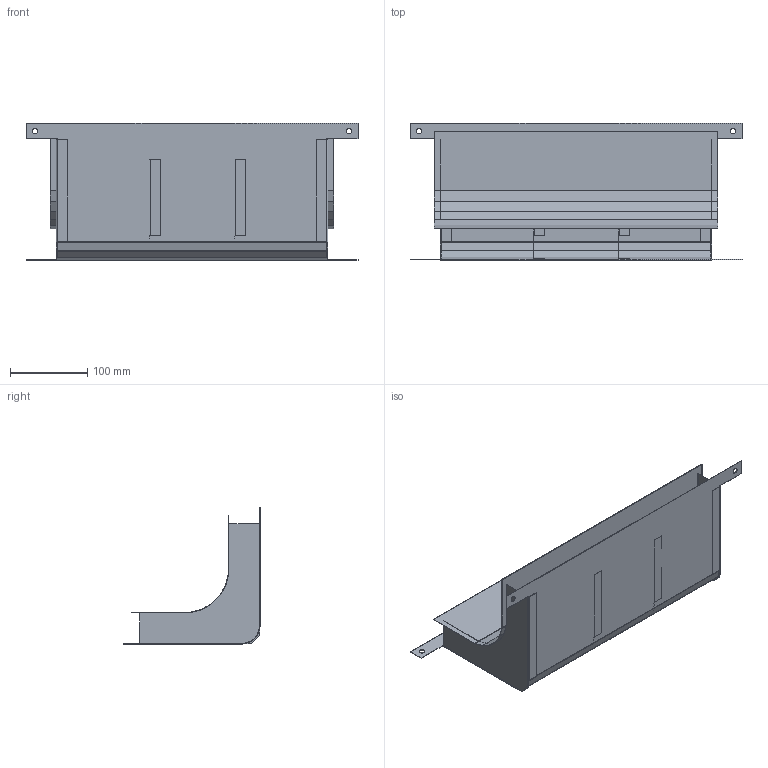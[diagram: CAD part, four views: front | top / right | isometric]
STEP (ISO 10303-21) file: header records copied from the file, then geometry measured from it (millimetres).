
FILE_DESCRIPTION (( 'STEP AP214' ), '1' );
FILE_NAME ('7400662.stp', '2024-08-14T13:16:59', ( '' ), ( '' ), 'SwSTEP 2.0', 'SolidWorks 2022', '' );
FILE_SCHEMA (( 'AUTOMOTIVE_DESIGN' ));
Length unit declared in the file: millimetre
Products named in the file (6): 7400662; 156974_350_gebogen; 156976_38; 169051_S3 350 38; 156977_350; 156975_38
Assembly tree (7 placements, depth 3):
  7400662
    156977_350
    169051_S3 350 38
      156974_350_gebogen
      156975_38  x2
      156976_38  x2
Bounding box: 430.5 x 177.7 x 177.7 mm (x, y, z)
Volume: 156929.6 mm3; surface area: 526328.6 mm2
Topology: 6 solids, 6 shells, 255 faces, 589 edges, 346 vertices
Faces by surface type: plane 213, cylinder 42
Full cylindrical faces by diameter (mm): 7 x4
Entity records: 5974 total; most frequent: DIRECTION 845, CARTESIAN_POINT 821, ORIENTED_EDGE 798, EDGE_CURVE 399, LINE 333, VECTOR 333, AXIS2_PLACEMENT_3D 256, VERTEX_POINT 232
